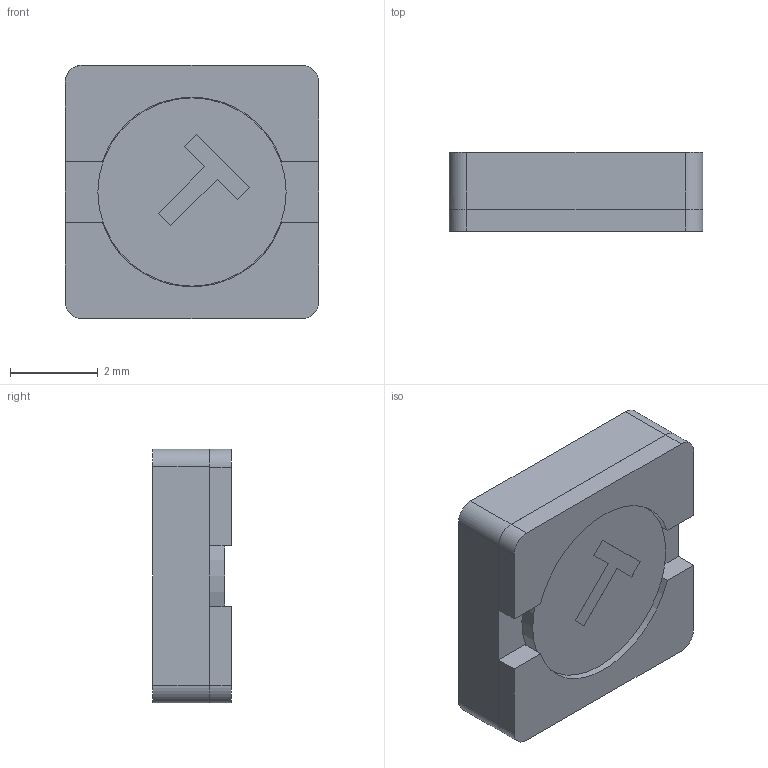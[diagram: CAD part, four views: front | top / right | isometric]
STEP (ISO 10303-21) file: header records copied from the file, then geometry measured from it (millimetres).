
FILE_DESCRIPTION (( 'STEP AP214' ), '1' );
FILE_NAME ('User Library-WE-TPC_5818.STEP', '2017-12-20T10:52:08', ( '' ), ( '' ), 'SwSTEP 2.0', 'SolidWorks 2018', '' );
FILE_SCHEMA (( 'AUTOMOTIVE_DESIGN' ));
Length unit declared in the file: millimetre
Products named in the file (1): User Library-WE-TPC_5818
Bounding box: 5.8 x 1.8 x 5.8 mm (x, y, z)
Volume: 56.5 mm3; surface area: 118.2 mm2
Topology: 1 solids, 1 shells, 96 faces, 247 edges, 164 vertices
Faces by surface type: plane 49, bspline 28, cylinder 17, torus 2
Entity records: 5467 total; most frequent: CARTESIAN_POINT 2408, ORIENTED_EDGE 494, DIRECTION 367, EDGE_CURVE 247, VERTEX_POINT 164, VECTOR 153, LINE 153, EDGE_LOOP 107
